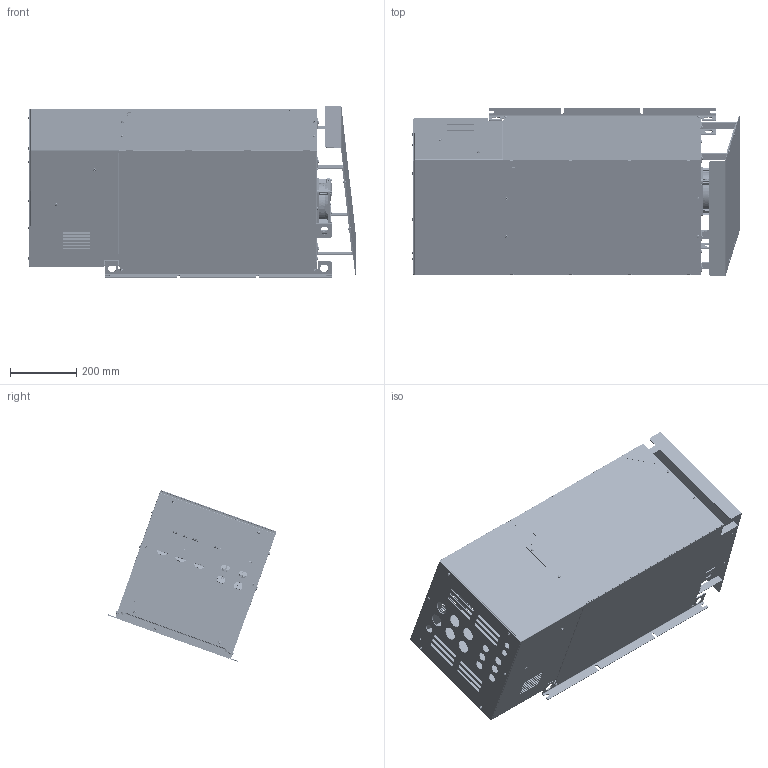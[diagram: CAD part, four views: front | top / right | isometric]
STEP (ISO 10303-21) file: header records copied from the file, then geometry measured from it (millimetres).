
FILE_DESCRIPTION(/* description */ (''),/* implementation_level */ '2;1');
FILE_NAME(/* name */ 'X6.3 IP 21 ef.stp',/* time_stamp */ '2019-01-11T09:34:04+01:00',/* author */ ('f.rambuscheck'),/* organization */ (''),/* preprocessor_version */ 'ST-DEVELOPER v17',/* originating_system */ 'Autodesk Inventor 2018',/* authorisation */ '');
FILE_SCHEMA (('AUTOMOTIVE_DESIGN { 1 0 10303 214 3 1 1 }'));
Products named in the file (1): X6.3 IP 21 ef
Bounding box: 988.16 x 509.08 x 518.71 mm (x, y, z)
Volume: 1511749.1 mm3; surface area: 4810013.6 mm2
Topology: 30 solids, 39 shells, 14301 faces, 39977 edges, 26096 vertices
Faces by surface type: plane 8900, cylinder 3284, bspline 1366, cone 513, torus 218, sphere 20
Full cylindrical faces by diameter (mm): 1.2 x4, 1.5 x16, 2.459 x3, 3.2 x14, 3.242 x21, 3.5 x6, 3.95 x1, 4 x14, 4.25 x4, 4.3 x14, 4.31 x2, 4.5 x48, 4.917 x2, 5 x69, 5.459 x4, 5.5 x41, 5.6 x1, 6 x16, 6.4 x4, 6.5 x27, 6.6 x1, 7 x10, 7.323 x10, 8 x50, 8.2 x4, 8.25 x12, 8.4 x22, 8.5 x41, 8.7 x4, 9 x20
Entity records: 511740 total; most frequent: CARTESIAN_POINT 132151, ORIENTED_EDGE 79814, DIRECTION 71625, EDGE_CURVE 39907, LINE 26515, VECTOR 26515, VERTEX_POINT 26108, AXIS2_PLACEMENT_3D 22555
